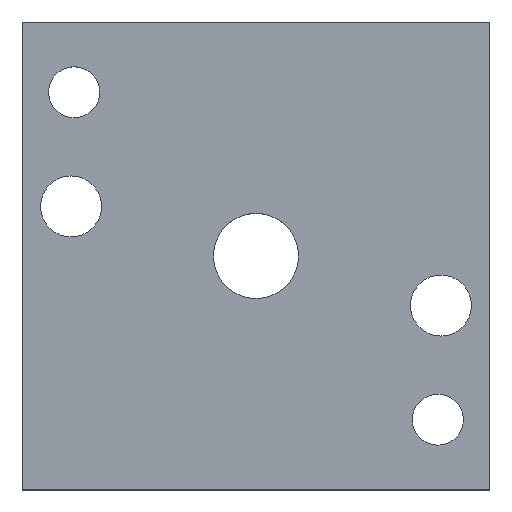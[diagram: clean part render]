
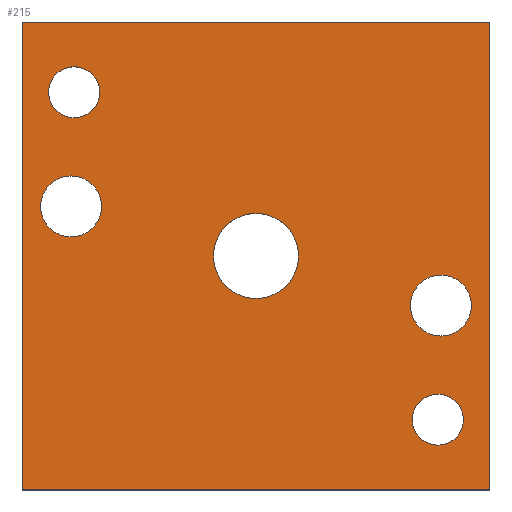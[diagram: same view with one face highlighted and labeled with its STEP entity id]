
A CAD part, top view. The second image highlights one B-rep face of the part: STEP entity #215.
In plain terms, the highlighted planar face has unit normal (0, 0, 1).
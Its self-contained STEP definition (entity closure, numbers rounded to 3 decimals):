
#215=ADVANCED_FACE('',(#256,#257,#258,#259,#260,#261),#226,.T.);
#226=PLANE('',#404);
#232=LINE('',#484,#244);
#233=LINE('',#487,#245);
#234=LINE('',#489,#246);
#235=LINE('',#491,#247);
#244=VECTOR('',#427,1.);
#245=VECTOR('',#428,1.);
#246=VECTOR('',#429,1.);
#247=VECTOR('',#430,1.);
#256=FACE_BOUND('',#278,.T.);
#257=FACE_BOUND('',#279,.T.);
#258=FACE_BOUND('',#280,.T.);
#259=FACE_BOUND('',#281,.T.);
#260=FACE_BOUND('',#282,.T.);
#261=FACE_BOUND('',#283,.T.);
#278=EDGE_LOOP('',(#304));
#279=EDGE_LOOP('',(#305));
#280=EDGE_LOOP('',(#306,#307,#308,#309));
#281=EDGE_LOOP('',(#310));
#282=EDGE_LOOP('',(#311));
#283=EDGE_LOOP('',(#312));
#304=ORIENTED_EDGE('',*,*,#366,.T.);
#305=ORIENTED_EDGE('',*,*,#367,.T.);
#306=ORIENTED_EDGE('',*,*,#368,.T.);
#307=ORIENTED_EDGE('',*,*,#369,.T.);
#308=ORIENTED_EDGE('',*,*,#370,.T.);
#309=ORIENTED_EDGE('',*,*,#371,.T.);
#310=ORIENTED_EDGE('',*,*,#372,.F.);
#311=ORIENTED_EDGE('',*,*,#373,.F.);
#312=ORIENTED_EDGE('',*,*,#374,.F.);
#348=VERTEX_POINT('',#481);
#349=VERTEX_POINT('',#483);
#350=VERTEX_POINT('',#485);
#351=VERTEX_POINT('',#486);
#352=VERTEX_POINT('',#488);
#353=VERTEX_POINT('',#490);
#354=VERTEX_POINT('',#493);
#355=VERTEX_POINT('',#495);
#356=VERTEX_POINT('',#497);
#366=EDGE_CURVE('',#348,#348,#388,.T.);
#367=EDGE_CURVE('',#349,#349,#389,.T.);
#368=EDGE_CURVE('',#350,#351,#232,.T.);
#369=EDGE_CURVE('',#351,#352,#233,.T.);
#370=EDGE_CURVE('',#352,#353,#234,.T.);
#371=EDGE_CURVE('',#353,#350,#235,.T.);
#372=EDGE_CURVE('',#354,#354,#390,.T.);
#373=EDGE_CURVE('',#355,#355,#391,.T.);
#374=EDGE_CURVE('',#356,#356,#392,.T.);
#388=CIRCLE('',#399,1.8);
#389=CIRCLE('',#400,1.8);
#390=CIRCLE('',#401,3.);
#391=CIRCLE('',#402,2.15);
#392=CIRCLE('',#403,2.15);
#399=AXIS2_PLACEMENT_3D('',#480,#423,#424);
#400=AXIS2_PLACEMENT_3D('',#482,#425,#426);
#401=AXIS2_PLACEMENT_3D('',#492,#431,#432);
#402=AXIS2_PLACEMENT_3D('',#494,#433,#434);
#403=AXIS2_PLACEMENT_3D('',#496,#435,#436);
#404=AXIS2_PLACEMENT_3D('',#498,#437,#438);
#423=DIRECTION('',(0.,0.,-1.));
#424=DIRECTION('',(-1.,0.,0.));
#425=DIRECTION('',(0.,0.,-1.));
#426=DIRECTION('',(-1.,0.,0.));
#427=DIRECTION('',(0.,1.,0.));
#428=DIRECTION('',(-1.,0.,0.));
#429=DIRECTION('',(0.,-1.,0.));
#430=DIRECTION('',(1.,0.,0.));
#431=DIRECTION('',(0.,0.,1.));
#432=DIRECTION('',(1.,0.,0.));
#433=DIRECTION('',(0.,0.,1.));
#434=DIRECTION('',(1.,0.,0.));
#435=DIRECTION('',(0.,0.,1.));
#436=DIRECTION('',(1.,0.,0.));
#437=DIRECTION('',(0.,0.,1.));
#438=DIRECTION('',(1.,0.,0.));
#480=CARTESIAN_POINT('',(12.819,-11.543,1.5));
#481=CARTESIAN_POINT('',(11.019,-11.543,1.5));
#482=CARTESIAN_POINT('',(-12.819,11.543,1.5));
#483=CARTESIAN_POINT('',(-14.619,11.543,1.5));
#484=CARTESIAN_POINT('',(16.5,-16.5,1.5));
#485=CARTESIAN_POINT('',(16.5,-16.5,1.5));
#486=CARTESIAN_POINT('',(16.5,16.5,1.5));
#487=CARTESIAN_POINT('',(16.5,16.5,1.5));
#488=CARTESIAN_POINT('',(-16.5,16.5,1.5));
#489=CARTESIAN_POINT('',(-16.5,16.5,1.5));
#490=CARTESIAN_POINT('',(-16.5,-16.5,1.5));
#491=CARTESIAN_POINT('',(-16.5,-16.5,1.5));
#492=CARTESIAN_POINT('',(0.,0.,1.5));
#493=CARTESIAN_POINT('',(3.,0.,1.5));
#494=CARTESIAN_POINT('',(13.04,-3.494,1.5));
#495=CARTESIAN_POINT('',(15.19,-3.494,1.5));
#496=CARTESIAN_POINT('',(-13.04,3.494,1.5));
#497=CARTESIAN_POINT('',(-10.89,3.494,1.5));
#498=CARTESIAN_POINT('',(0.,0.,1.5));
